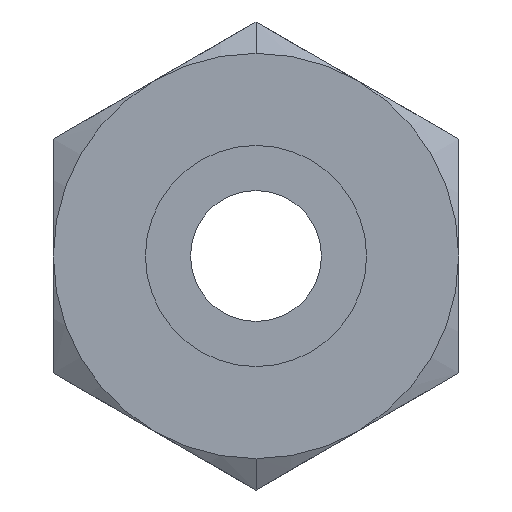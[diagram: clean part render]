
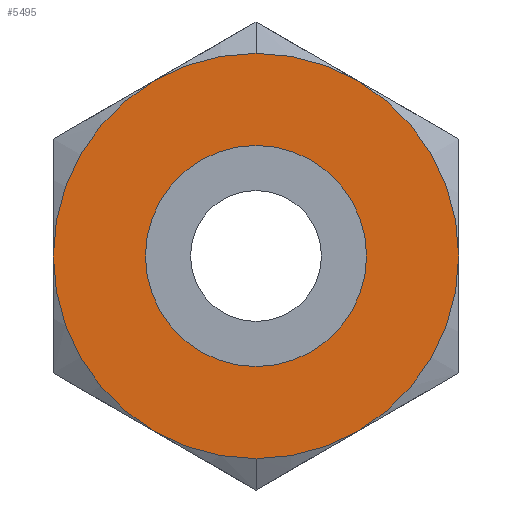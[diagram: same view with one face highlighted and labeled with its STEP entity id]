
A CAD part, left-side view. The second image highlights one B-rep face of the part: STEP entity #5495.
In plain terms, the highlighted planar face has unit normal (-1, 0, 0).
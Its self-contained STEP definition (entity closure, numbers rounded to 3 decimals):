
#143 = ORIENTED_EDGE ( 'NONE', *, *, #6283, .T. ) ;
#255 = AXIS2_PLACEMENT_3D ( 'NONE', #2749, #3957, #6218 ) ;
#633 = DIRECTION ( 'NONE',  ( 1., 0., 0. ) ) ;
#659 = CARTESIAN_POINT ( 'NONE',  ( 0., 0., 0. ) ) ;
#869 = FACE_OUTER_BOUND ( 'NONE', #5254, .T. ) ;
#941 = AXIS2_PLACEMENT_3D ( 'NONE', #5116, #4305, #8528 ) ;
#1120 = DIRECTION ( 'NONE',  ( 1., 0., 0. ) ) ;
#1326 = EDGE_CURVE ( 'NONE', #2568, #2158, #4584, .T. ) ;
#1366 = AXIS2_PLACEMENT_3D ( 'NONE', #8386, #633, #3374 ) ;
#1650 = CARTESIAN_POINT ( 'NONE',  ( 0., 0., -6. ) ) ;
#2158 = VERTEX_POINT ( 'NONE', #5362 ) ;
#2332 = FACE_BOUND ( 'NONE', #5358, .T. ) ;
#2357 = DIRECTION ( 'NONE',  ( 0., 0., 1. ) ) ;
#2410 = CARTESIAN_POINT ( 'NONE',  ( 0., 0., 0. ) ) ;
#2568 = VERTEX_POINT ( 'NONE', #4669 ) ;
#2693 = VERTEX_POINT ( 'NONE', #1650 ) ;
#2716 = DIRECTION ( 'NONE',  ( 0., 0., -1. ) ) ;
#2717 = ORIENTED_EDGE ( 'NONE', *, *, #7650, .T. ) ;
#2749 = CARTESIAN_POINT ( 'NONE',  ( 0., 0., 0. ) ) ;
#3011 = PLANE ( 'NONE',  #941 ) ;
#3145 = EDGE_CURVE ( 'NONE', #2158, #2568, #6626, .T. ) ;
#3247 = AXIS2_PLACEMENT_3D ( 'NONE', #659, #3400, #2716 ) ;
#3374 = DIRECTION ( 'NONE',  ( 0., 0., 1. ) ) ;
#3400 = DIRECTION ( 'NONE',  ( 1., 0., 0. ) ) ;
#3508 = CIRCLE ( 'NONE', #3247, 6. ) ;
#3849 = AXIS2_PLACEMENT_3D ( 'NONE', #2410, #1120, #2357 ) ;
#3957 = DIRECTION ( 'NONE',  ( 1., 0., 0. ) ) ;
#4305 = DIRECTION ( 'NONE',  ( -1., 0., 0. ) ) ;
#4584 = CIRCLE ( 'NONE', #3849, 11. ) ;
#4669 = CARTESIAN_POINT ( 'NONE',  ( 0., 0., 11. ) ) ;
#5116 = CARTESIAN_POINT ( 'NONE',  ( 0., 0., 5.5 ) ) ;
#5254 = EDGE_LOOP ( 'NONE', ( #8562, #7367 ) ) ;
#5358 = EDGE_LOOP ( 'NONE', ( #143, #2717 ) ) ;
#5362 = CARTESIAN_POINT ( 'NONE',  ( 0., 0., -11. ) ) ;
#5495 = ADVANCED_FACE ( 'NONE', ( #2332, #869 ), #3011, .T. ) ;
#5683 = VERTEX_POINT ( 'NONE', #6536 ) ;
#6218 = DIRECTION ( 'NONE',  ( 0., 0., -1. ) ) ;
#6283 = EDGE_CURVE ( 'NONE', #2693, #5683, #3508, .T. ) ;
#6536 = CARTESIAN_POINT ( 'NONE',  ( 0., 0., 6. ) ) ;
#6626 = CIRCLE ( 'NONE', #255, 11. ) ;
#7367 = ORIENTED_EDGE ( 'NONE', *, *, #3145, .F. ) ;
#7650 = EDGE_CURVE ( 'NONE', #5683, #2693, #8040, .T. ) ;
#8040 = CIRCLE ( 'NONE', #1366, 6. ) ;
#8386 = CARTESIAN_POINT ( 'NONE',  ( 0., 0., 0. ) ) ;
#8528 = DIRECTION ( 'NONE',  ( 0., 0., 1. ) ) ;
#8562 = ORIENTED_EDGE ( 'NONE', *, *, #1326, .F. ) ;
